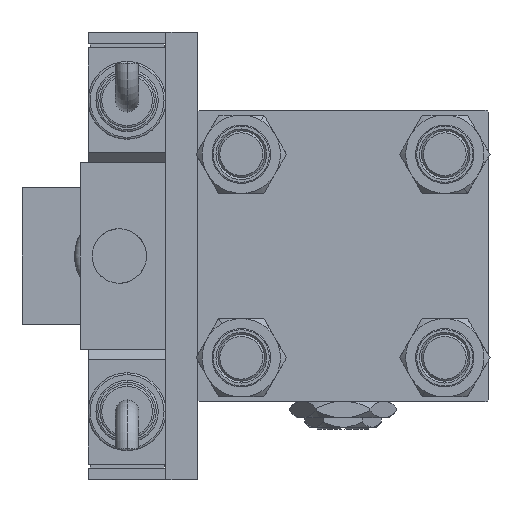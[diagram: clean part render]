
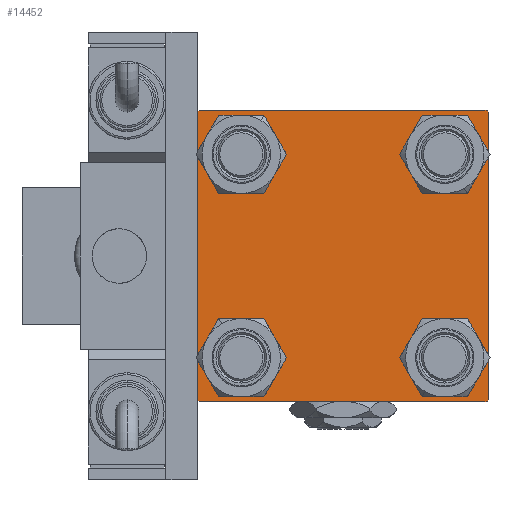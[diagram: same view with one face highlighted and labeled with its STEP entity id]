
A CAD part, left-side view. The second image highlights one B-rep face of the part: STEP entity #14452.
In plain terms, the highlighted planar face has unit normal (-1, 0, 0).
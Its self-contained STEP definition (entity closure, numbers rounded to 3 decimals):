
#683 = VECTOR ( 'NONE', #50022, 1000. ) ;
#1596 = DIRECTION ( 'NONE',  ( 1., 0., 0. ) ) ;
#2729 = VERTEX_POINT ( 'NONE', #57178 ) ;
#2833 = CIRCLE ( 'NONE', #21494, 6.5 ) ;
#3370 = CARTESIAN_POINT ( 'NONE',  ( 0., 37.5, -37.5 ) ) ;
#3371 = VERTEX_POINT ( 'NONE', #12484 ) ;
#3559 = ORIENTED_EDGE ( 'NONE', *, *, #3678, .T. ) ;
#3678 = EDGE_CURVE ( 'NONE', #3772, #22277, #5400, .T. ) ;
#3702 = DIRECTION ( 'NONE',  ( 1., 0., 0. ) ) ;
#3724 = CARTESIAN_POINT ( 'NONE',  ( 0., 26.15, -19.65 ) ) ;
#3772 = VERTEX_POINT ( 'NONE', #51989 ) ;
#3791 = VERTEX_POINT ( 'NONE', #21772 ) ;
#3904 = CARTESIAN_POINT ( 'NONE',  ( 0., 26.15, 32.65 ) ) ;
#5400 = CIRCLE ( 'NONE', #18490, 6.5 ) ;
#5694 = DIRECTION ( 'NONE',  ( 1., 0., 0. ) ) ;
#5750 = DIRECTION ( 'NONE',  ( 1., 0., 0. ) ) ;
#5782 = CARTESIAN_POINT ( 'NONE',  ( 0., 37.5, 37.5 ) ) ;
#6287 = CARTESIAN_POINT ( 'NONE',  ( 0., 0., 0. ) ) ;
#7463 = VERTEX_POINT ( 'NONE', #8265 ) ;
#7763 = VERTEX_POINT ( 'NONE', #40392 ) ;
#8265 = CARTESIAN_POINT ( 'NONE',  ( 0., 26.15, 19.65 ) ) ;
#8393 = DIRECTION ( 'NONE',  ( 0., -1., 0. ) ) ;
#8639 = VERTEX_POINT ( 'NONE', #31361 ) ;
#8665 = CARTESIAN_POINT ( 'NONE',  ( 0., 26.15, -26.15 ) ) ;
#9100 = EDGE_CURVE ( 'NONE', #3371, #51455, #41121, .T. ) ;
#10098 = FACE_BOUND ( 'NONE', #32233, .T. ) ;
#10162 = VECTOR ( 'NONE', #8393, 1000. ) ;
#10322 = CARTESIAN_POINT ( 'NONE',  ( 0., 37.25, -37.25 ) ) ;
#11252 = CARTESIAN_POINT ( 'NONE',  ( 0., 26.15, 26.15 ) ) ;
#11330 = DIRECTION ( 'NONE',  ( 0., -0.707, 0.707 ) ) ;
#11640 = EDGE_CURVE ( 'NONE', #16469, #8639, #2833, .T. ) ;
#12232 = CARTESIAN_POINT ( 'NONE',  ( 0., -26.15, -32.65 ) ) ;
#12440 = DIRECTION ( 'NONE',  ( 1., 0., 0. ) ) ;
#12484 = CARTESIAN_POINT ( 'NONE',  ( 0., 37.5, -37. ) ) ;
#13056 = CARTESIAN_POINT ( 'NONE',  ( 0., 37.5, 37. ) ) ;
#13178 = EDGE_LOOP ( 'NONE', ( #54364, #47149 ) ) ;
#14184 = EDGE_CURVE ( 'NONE', #14370, #3371, #38018, .T. ) ;
#14370 = VERTEX_POINT ( 'NONE', #13056 ) ;
#14452 = ADVANCED_FACE ( 'NONE', ( #37073, #42367, #10098, #28554, #51411 ), #46454, .T. ) ;
#14776 = DIRECTION ( 'NONE',  ( 0., 0., 1. ) ) ;
#16141 = CARTESIAN_POINT ( 'NONE',  ( 0., -37.5, 37.5 ) ) ;
#16469 = VERTEX_POINT ( 'NONE', #3724 ) ;
#16835 = CARTESIAN_POINT ( 'NONE',  ( 0., -26.15, 26.15 ) ) ;
#17569 = EDGE_LOOP ( 'NONE', ( #56593, #55580, #38563, #53108, #23815, #19121, #18975, #49118 ) ) ;
#18490 = AXIS2_PLACEMENT_3D ( 'NONE', #56965, #56675, #21187 ) ;
#18975 = ORIENTED_EDGE ( 'NONE', *, *, #52167, .F. ) ;
#19121 = ORIENTED_EDGE ( 'NONE', *, *, #43975, .T. ) ;
#19616 = EDGE_CURVE ( 'NONE', #22277, #3772, #30644, .T. ) ;
#19990 = VERTEX_POINT ( 'NONE', #42335 ) ;
#20013 = CARTESIAN_POINT ( 'NONE',  ( 0., -37.5, -37. ) ) ;
#20402 = CARTESIAN_POINT ( 'NONE',  ( 0., -37.25, -37.25 ) ) ;
#21187 = DIRECTION ( 'NONE',  ( 0., 0., 1. ) ) ;
#21494 = AXIS2_PLACEMENT_3D ( 'NONE', #43757, #22022, #30539 ) ;
#21584 = LINE ( 'NONE', #30968, #10162 ) ;
#21623 = VECTOR ( 'NONE', #33022, 1000. ) ;
#21772 = CARTESIAN_POINT ( 'NONE',  ( 0., -37., 37.5 ) ) ;
#22022 = DIRECTION ( 'NONE',  ( 1., 0., 0. ) ) ;
#22223 = ORIENTED_EDGE ( 'NONE', *, *, #26079, .T. ) ;
#22277 = VERTEX_POINT ( 'NONE', #12232 ) ;
#23815 = ORIENTED_EDGE ( 'NONE', *, *, #48464, .F. ) ;
#24150 = DIRECTION ( 'NONE',  ( -1., 0., 0. ) ) ;
#24761 = AXIS2_PLACEMENT_3D ( 'NONE', #30053, #43543, #25630 ) ;
#25318 = AXIS2_PLACEMENT_3D ( 'NONE', #16835, #12440, #48198 ) ;
#25630 = DIRECTION ( 'NONE',  ( 0., 0., 1. ) ) ;
#26079 = EDGE_CURVE ( 'NONE', #56981, #2729, #57093, .T. ) ;
#26271 = CIRCLE ( 'NONE', #25318, 6.5 ) ;
#28527 = CIRCLE ( 'NONE', #24761, 6.5 ) ;
#28554 = FACE_BOUND ( 'NONE', #13178, .T. ) ;
#28566 = EDGE_CURVE ( 'NONE', #8639, #16469, #44133, .T. ) ;
#28591 = CARTESIAN_POINT ( 'NONE',  ( 0., -26.15, -26.15 ) ) ;
#29676 = CIRCLE ( 'NONE', #56841, 6.5 ) ;
#30053 = CARTESIAN_POINT ( 'NONE',  ( 0., 26.15, 26.15 ) ) ;
#30370 = DIRECTION ( 'NONE',  ( 0., 0., 1. ) ) ;
#30539 = DIRECTION ( 'NONE',  ( 0., 0., 1. ) ) ;
#30644 = CIRCLE ( 'NONE', #35340, 6.5 ) ;
#30968 = CARTESIAN_POINT ( 'NONE',  ( 0., 37.5, 37.5 ) ) ;
#31075 = EDGE_CURVE ( 'NONE', #51455, #7763, #47352, .T. ) ;
#31084 = EDGE_CURVE ( 'NONE', #2729, #56981, #26271, .T. ) ;
#31361 = CARTESIAN_POINT ( 'NONE',  ( 0., 26.15, -32.65 ) ) ;
#31452 = EDGE_LOOP ( 'NONE', ( #3559, #41222 ) ) ;
#32233 = EDGE_LOOP ( 'NONE', ( #39696, #44100 ) ) ;
#32417 = CARTESIAN_POINT ( 'NONE',  ( 0., 37.25, 37.25 ) ) ;
#33022 = DIRECTION ( 'NONE',  ( 0., 0., -1. ) ) ;
#33293 = LINE ( 'NONE', #20402, #33421 ) ;
#33421 = VECTOR ( 'NONE', #11330, 1000. ) ;
#33435 = CARTESIAN_POINT ( 'NONE',  ( 0., -37.5, 37. ) ) ;
#33773 = VECTOR ( 'NONE', #51737, 1000. ) ;
#34019 = DIRECTION ( 'NONE',  ( 0., 0., -1. ) ) ;
#34129 = LINE ( 'NONE', #51717, #43670 ) ;
#35340 = AXIS2_PLACEMENT_3D ( 'NONE', #28591, #5750, #50586 ) ;
#37073 = FACE_BOUND ( 'NONE', #43955, .T. ) ;
#38018 = LINE ( 'NONE', #5782, #21623 ) ;
#38314 = VECTOR ( 'NONE', #50771, 1000. ) ;
#38563 = ORIENTED_EDGE ( 'NONE', *, *, #31075, .T. ) ;
#39316 = AXIS2_PLACEMENT_3D ( 'NONE', #54928, #5694, #14776 ) ;
#39323 = EDGE_CURVE ( 'NONE', #7463, #49401, #28527, .T. ) ;
#39696 = ORIENTED_EDGE ( 'NONE', *, *, #11640, .T. ) ;
#40392 = CARTESIAN_POINT ( 'NONE',  ( 0., -37., -37.5 ) ) ;
#41121 = LINE ( 'NONE', #10322, #38314 ) ;
#41222 = ORIENTED_EDGE ( 'NONE', *, *, #19616, .T. ) ;
#41335 = AXIS2_PLACEMENT_3D ( 'NONE', #8665, #3702, #30370 ) ;
#42073 = DIRECTION ( 'NONE',  ( 0., 0., 1. ) ) ;
#42335 = CARTESIAN_POINT ( 'NONE',  ( 0., 37., 37.5 ) ) ;
#42367 = FACE_BOUND ( 'NONE', #31452, .T. ) ;
#43124 = LINE ( 'NONE', #16141, #44799 ) ;
#43543 = DIRECTION ( 'NONE',  ( 1., 0., 0. ) ) ;
#43670 = VECTOR ( 'NONE', #47339, 1000. ) ;
#43757 = CARTESIAN_POINT ( 'NONE',  ( 0., 26.15, -26.15 ) ) ;
#43955 = EDGE_LOOP ( 'NONE', ( #22223, #47294 ) ) ;
#43975 = EDGE_CURVE ( 'NONE', #49668, #3791, #34129, .T. ) ;
#44100 = ORIENTED_EDGE ( 'NONE', *, *, #28566, .T. ) ;
#44133 = CIRCLE ( 'NONE', #41335, 6.5 ) ;
#44799 = VECTOR ( 'NONE', #34019, 1000. ) ;
#45441 = EDGE_CURVE ( 'NONE', #19990, #14370, #45635, .T. ) ;
#45514 = EDGE_CURVE ( 'NONE', #7763, #55554, #33293, .T. ) ;
#45635 = LINE ( 'NONE', #32417, #683 ) ;
#45754 = EDGE_CURVE ( 'NONE', #49401, #7463, #29676, .T. ) ;
#46454 = PLANE ( 'NONE',  #52548 ) ;
#47149 = ORIENTED_EDGE ( 'NONE', *, *, #39323, .T. ) ;
#47294 = ORIENTED_EDGE ( 'NONE', *, *, #31084, .T. ) ;
#47339 = DIRECTION ( 'NONE',  ( 0., 0.707, 0.707 ) ) ;
#47352 = LINE ( 'NONE', #3370, #33773 ) ;
#48198 = DIRECTION ( 'NONE',  ( 0., 0., 1. ) ) ;
#48464 = EDGE_CURVE ( 'NONE', #49668, #55554, #43124, .T. ) ;
#49118 = ORIENTED_EDGE ( 'NONE', *, *, #45441, .T. ) ;
#49401 = VERTEX_POINT ( 'NONE', #3904 ) ;
#49668 = VERTEX_POINT ( 'NONE', #33435 ) ;
#50022 = DIRECTION ( 'NONE',  ( 0., 0.707, -0.707 ) ) ;
#50586 = DIRECTION ( 'NONE',  ( 0., 0., 1. ) ) ;
#50771 = DIRECTION ( 'NONE',  ( 0., -0.707, -0.707 ) ) ;
#51411 = FACE_OUTER_BOUND ( 'NONE', #17569, .T. ) ;
#51455 = VERTEX_POINT ( 'NONE', #56632 ) ;
#51717 = CARTESIAN_POINT ( 'NONE',  ( 0., -37.25, 37.25 ) ) ;
#51737 = DIRECTION ( 'NONE',  ( 0., -1., 0. ) ) ;
#51989 = CARTESIAN_POINT ( 'NONE',  ( 0., -26.15, -19.65 ) ) ;
#52167 = EDGE_CURVE ( 'NONE', #19990, #3791, #21584, .T. ) ;
#52548 = AXIS2_PLACEMENT_3D ( 'NONE', #6287, #24150, #42073 ) ;
#53108 = ORIENTED_EDGE ( 'NONE', *, *, #45514, .T. ) ;
#54364 = ORIENTED_EDGE ( 'NONE', *, *, #45754, .T. ) ;
#54928 = CARTESIAN_POINT ( 'NONE',  ( 0., -26.15, 26.15 ) ) ;
#55529 = DIRECTION ( 'NONE',  ( 0., 0., 1. ) ) ;
#55554 = VERTEX_POINT ( 'NONE', #20013 ) ;
#55580 = ORIENTED_EDGE ( 'NONE', *, *, #9100, .T. ) ;
#56593 = ORIENTED_EDGE ( 'NONE', *, *, #14184, .T. ) ;
#56632 = CARTESIAN_POINT ( 'NONE',  ( 0., 37., -37.5 ) ) ;
#56675 = DIRECTION ( 'NONE',  ( 1., 0., 0. ) ) ;
#56841 = AXIS2_PLACEMENT_3D ( 'NONE', #11252, #1596, #55529 ) ;
#56965 = CARTESIAN_POINT ( 'NONE',  ( 0., -26.15, -26.15 ) ) ;
#56981 = VERTEX_POINT ( 'NONE', #57668 ) ;
#57093 = CIRCLE ( 'NONE', #39316, 6.5 ) ;
#57178 = CARTESIAN_POINT ( 'NONE',  ( 0., -26.15, 19.65 ) ) ;
#57668 = CARTESIAN_POINT ( 'NONE',  ( 0., -26.15, 32.65 ) ) ;
